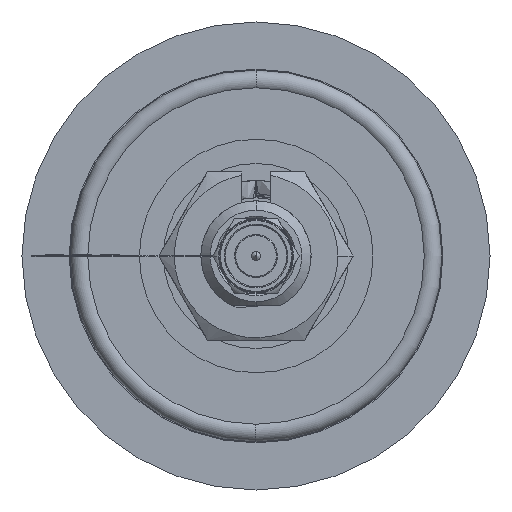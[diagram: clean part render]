
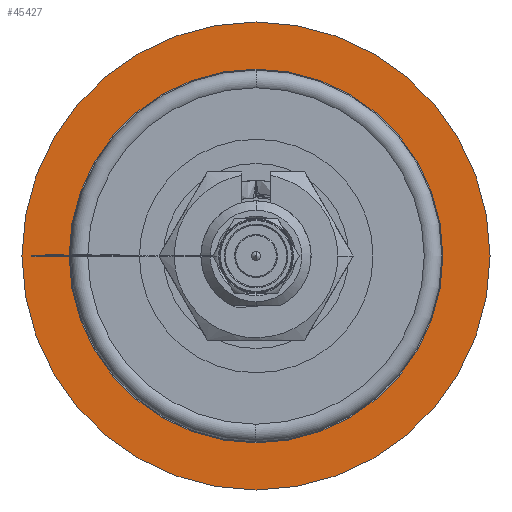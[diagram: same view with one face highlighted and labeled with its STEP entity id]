
A CAD part, front view. The second image highlights one B-rep face of the part: STEP entity #45427.
In plain terms, the highlighted planar face has unit normal (0, -1, 0).
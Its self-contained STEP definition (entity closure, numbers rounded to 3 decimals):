
#281 = AXIS2_PLACEMENT_3D ( 'NONE', #38265, #23903, #35244 ) ;
#2319 = CARTESIAN_POINT ( 'NONE',  ( 0., -3.329, 0. ) ) ;
#3992 = CARTESIAN_POINT ( 'NONE',  ( 0., -3.329, 0. ) ) ;
#4203 = DIRECTION ( 'NONE',  ( 0., 1., 0. ) ) ;
#4460 = EDGE_CURVE ( 'NONE', #30960, #37022, #9781, .T. ) ;
#6203 = DIRECTION ( 'NONE',  ( 0., 1., 0. ) ) ;
#8701 = CARTESIAN_POINT ( 'NONE',  ( 0., -3.329, -25.045 ) ) ;
#9319 = DIRECTION ( 'NONE',  ( 0., 0., -1. ) ) ;
#9781 = CIRCLE ( 'NONE', #24599, 25.045 ) ;
#9997 = FACE_BOUND ( 'NONE', #21833, .T. ) ;
#10381 = CIRCLE ( 'NONE', #39938, 20. ) ;
#11347 = DIRECTION ( 'NONE',  ( 0., 0., -1. ) ) ;
#12025 = ORIENTED_EDGE ( 'NONE', *, *, #38616, .T. ) ;
#14432 = ORIENTED_EDGE ( 'NONE', *, *, #25155, .T. ) ;
#19268 = CIRCLE ( 'NONE', #23676, 25.045 ) ;
#20140 = EDGE_LOOP ( 'NONE', ( #26764, #27495 ) ) ;
#20440 = PLANE ( 'NONE',  #281 ) ;
#20493 = CARTESIAN_POINT ( 'NONE',  ( 0., -3.329, 25.045 ) ) ;
#20916 = FACE_OUTER_BOUND ( 'NONE', #20140, .T. ) ;
#21833 = EDGE_LOOP ( 'NONE', ( #12025, #14432 ) ) ;
#23676 = AXIS2_PLACEMENT_3D ( 'NONE', #28709, #4203, #11347 ) ;
#23903 = DIRECTION ( 'NONE',  ( 0., -1., 0. ) ) ;
#24599 = AXIS2_PLACEMENT_3D ( 'NONE', #3992, #42175, #45653 ) ;
#25155 = EDGE_CURVE ( 'NONE', #32938, #31477, #36798, .T. ) ;
#26764 = ORIENTED_EDGE ( 'NONE', *, *, #32733, .F. ) ;
#27472 = DIRECTION ( 'NONE',  ( 0., 0., -1. ) ) ;
#27495 = ORIENTED_EDGE ( 'NONE', *, *, #4460, .F. ) ;
#28709 = CARTESIAN_POINT ( 'NONE',  ( 0., -3.329, 0. ) ) ;
#29943 = DIRECTION ( 'NONE',  ( 0., 1., 0. ) ) ;
#30960 = VERTEX_POINT ( 'NONE', #20493 ) ;
#31477 = VERTEX_POINT ( 'NONE', #43177 ) ;
#32733 = EDGE_CURVE ( 'NONE', #37022, #30960, #19268, .T. ) ;
#32938 = VERTEX_POINT ( 'NONE', #35385 ) ;
#33087 = AXIS2_PLACEMENT_3D ( 'NONE', #2319, #6203, #27472 ) ;
#34340 = CARTESIAN_POINT ( 'NONE',  ( 0., -3.329, 0. ) ) ;
#35244 = DIRECTION ( 'NONE',  ( 0., 0., -1. ) ) ;
#35385 = CARTESIAN_POINT ( 'NONE',  ( 0., -3.329, 20. ) ) ;
#36798 = CIRCLE ( 'NONE', #33087, 20. ) ;
#37022 = VERTEX_POINT ( 'NONE', #8701 ) ;
#38265 = CARTESIAN_POINT ( 'NONE',  ( 0., -3.329, 0. ) ) ;
#38616 = EDGE_CURVE ( 'NONE', #31477, #32938, #10381, .T. ) ;
#39938 = AXIS2_PLACEMENT_3D ( 'NONE', #34340, #29943, #9319 ) ;
#42175 = DIRECTION ( 'NONE',  ( 0., 1., 0. ) ) ;
#43177 = CARTESIAN_POINT ( 'NONE',  ( 0., -3.329, -20. ) ) ;
#45427 = ADVANCED_FACE ( 'NONE', ( #20916, #9997 ), #20440, .T. ) ;
#45653 = DIRECTION ( 'NONE',  ( 0., 0., -1. ) ) ;
